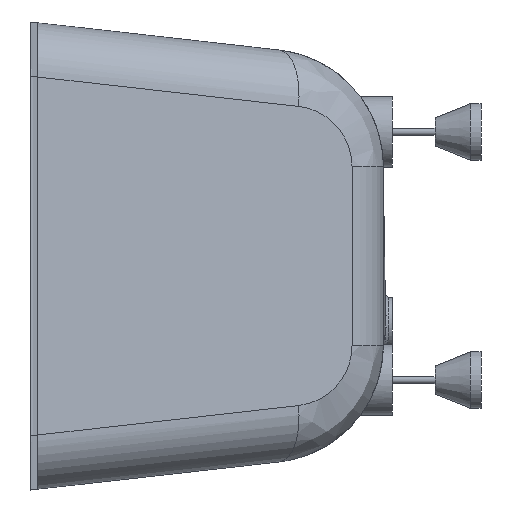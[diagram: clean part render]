
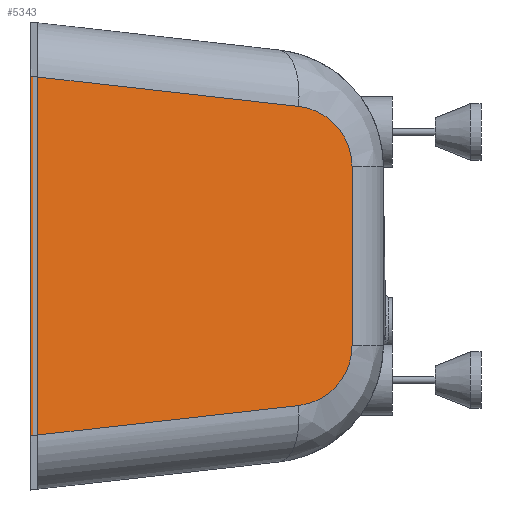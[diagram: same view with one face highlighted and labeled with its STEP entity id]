
A CAD part, left-side view. The second image highlights one B-rep face of the part: STEP entity #5343.
In plain terms, the highlighted planar face has unit normal (-0.893, -0.449, 0).
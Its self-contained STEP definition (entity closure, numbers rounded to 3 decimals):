
#81 = VECTOR ( 'NONE', #8485, 1000. ) ;
#481 = LINE ( 'NONE', #8356, #1096 ) ;
#702 = CARTESIAN_POINT ( 'NONE',  ( -608.322, -452.953, -126.52 ) ) ;
#1096 = VECTOR ( 'NONE', #8330, 1000. ) ;
#1266 = AXIS2_PLACEMENT_3D ( 'NONE', #2653, #3071, #2630 ) ;
#1549 = CARTESIAN_POINT ( 'NONE',  ( -608.322, -452.953, 320. ) ) ;
#1561 = VECTOR ( 'NONE', #5145, 1000. ) ;
#1903 = EDGE_LOOP ( 'NONE', ( #7941, #8327, #8205, #8078, #8055, #8318 ) ) ;
#2009 = DIRECTION ( 'NONE',  ( 0., 0., 1. ) ) ;
#2127 = EDGE_CURVE ( 'NONE', #9690, #6402, #6652, .T. ) ;
#2630 = DIRECTION ( 'NONE',  ( 0., 0., -1. ) ) ;
#2653 = CARTESIAN_POINT ( 'NONE',  ( -833.933, -4.494, 320. ) ) ;
#3060 = PLANE ( 'NONE',  #1266 ) ;
#3071 = DIRECTION ( 'NONE',  ( -0.893, -0.449, 0. ) ) ;
#4054 = VERTEX_POINT ( 'NONE', #6879 ) ;
#4191 = EDGE_CURVE ( 'NONE', #6402, #4054, #4333, .T. ) ;
#4261 = LINE ( 'NONE', #8450, #81 ) ;
#4333 =( BOUNDED_CURVE ( )  B_SPLINE_CURVE ( 3, ( #6693, #6706, #6676, #6664 ),
 .UNSPECIFIED., .F., .F. ) 
 B_SPLINE_CURVE_WITH_KNOTS ( ( 4, 4 ),
 ( 3.142, 4.6 ),
 .UNSPECIFIED. ) 
 CURVE ( )  GEOMETRIC_REPRESENTATION_ITEM ( )  RATIONAL_B_SPLINE_CURVE ( ( 1., 0.83, 0.83, 1. ) ) 
 REPRESENTATION_ITEM ( '' )  );
#4572 = EDGE_CURVE ( 'NONE', #9230, #8138, #8093, .T. ) ;
#4671 = CARTESIAN_POINT ( 'NONE',  ( -836.194, 0., -253.615 ) ) ;
#5145 = DIRECTION ( 'NONE',  ( 0.447, -0.889, 0.1 ) ) ;
#5288 = CARTESIAN_POINT ( 'NONE',  ( -808.21, -55.626, -247.333 ) ) ;
#5343 = ADVANCED_FACE ( 'NONE', ( #7264 ), #3060, .T. ) ;
#5787 =( BOUNDED_CURVE ( )  B_SPLINE_CURVE ( 3, ( #7674, #7690, #7711, #7671 ),
 .UNSPECIFIED., .F., .T. ) 
 B_SPLINE_CURVE_WITH_KNOTS ( ( 4, 4 ),
 ( 4.825, 6.283 ),
 .UNSPECIFIED. ) 
 CURVE ( )  GEOMETRIC_REPRESENTATION_ITEM ( )  RATIONAL_B_SPLINE_CURVE ( ( 1., 0.83, 0.83, 1. ) ) 
 REPRESENTATION_ITEM ( '' )  );
#6040 = VERTEX_POINT ( 'NONE', #6858 ) ;
#6071 = CARTESIAN_POINT ( 'NONE',  ( -646.285, -377.492, -210.983 ) ) ;
#6402 = VERTEX_POINT ( 'NONE', #9359 ) ;
#6652 = LINE ( 'NONE', #1549, #7171 ) ;
#6664 = CARTESIAN_POINT ( 'NONE',  ( -646.285, -377.492, 210.983 ) ) ;
#6676 = CARTESIAN_POINT ( 'NONE',  ( -623.56, -422.665, 205.881 ) ) ;
#6693 = CARTESIAN_POINT ( 'NONE',  ( -608.322, -452.953, 126.52 ) ) ;
#6706 = CARTESIAN_POINT ( 'NONE',  ( -608.322, -452.953, 171.98 ) ) ;
#6858 = CARTESIAN_POINT ( 'NONE',  ( -836.194, 0., 253.615 ) ) ;
#6879 = CARTESIAN_POINT ( 'NONE',  ( -646.285, -377.492, 210.983 ) ) ;
#7171 = VECTOR ( 'NONE', #2009, 1000. ) ;
#7188 = EDGE_CURVE ( 'NONE', #4054, #6040, #4261, .T. ) ;
#7190 = EDGE_CURVE ( 'NONE', #9230, #6040, #481, .T. ) ;
#7264 = FACE_OUTER_BOUND ( 'NONE', #1903, .T. ) ;
#7671 = CARTESIAN_POINT ( 'NONE',  ( -608.322, -452.953, -126.52 ) ) ;
#7674 = CARTESIAN_POINT ( 'NONE',  ( -646.285, -377.492, -210.983 ) ) ;
#7690 = CARTESIAN_POINT ( 'NONE',  ( -623.56, -422.665, -205.881 ) ) ;
#7711 = CARTESIAN_POINT ( 'NONE',  ( -608.322, -452.953, -171.98 ) ) ;
#7810 = EDGE_CURVE ( 'NONE', #8138, #9690, #5787, .T. ) ;
#7941 = ORIENTED_EDGE ( 'NONE', *, *, #7190, .F. ) ;
#8055 = ORIENTED_EDGE ( 'NONE', *, *, #4191, .T. ) ;
#8078 = ORIENTED_EDGE ( 'NONE', *, *, #2127, .T. ) ;
#8093 = LINE ( 'NONE', #5288, #1561 ) ;
#8138 = VERTEX_POINT ( 'NONE', #6071 ) ;
#8205 = ORIENTED_EDGE ( 'NONE', *, *, #7810, .T. ) ;
#8318 = ORIENTED_EDGE ( 'NONE', *, *, #7188, .T. ) ;
#8327 = ORIENTED_EDGE ( 'NONE', *, *, #4572, .T. ) ;
#8330 = DIRECTION ( 'NONE',  ( 0., 0., 1. ) ) ;
#8356 = CARTESIAN_POINT ( 'NONE',  ( -836.194, 0., 320. ) ) ;
#8450 = CARTESIAN_POINT ( 'NONE',  ( -507.039, -654.28, 179.723 ) ) ;
#8485 = DIRECTION ( 'NONE',  ( -0.447, 0.889, 0.1 ) ) ;
#9230 = VERTEX_POINT ( 'NONE', #4671 ) ;
#9359 = CARTESIAN_POINT ( 'NONE',  ( -608.322, -452.953, 126.52 ) ) ;
#9690 = VERTEX_POINT ( 'NONE', #702 ) ;
